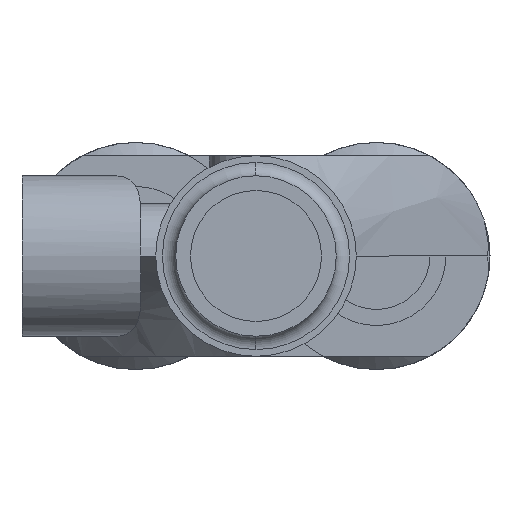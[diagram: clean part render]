
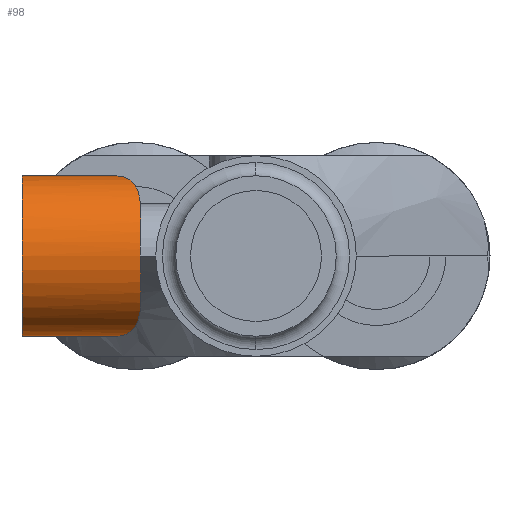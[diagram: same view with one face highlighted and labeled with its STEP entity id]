
A CAD part, left-side view. The second image highlights one B-rep face of the part: STEP entity #98.
In plain terms, the highlighted cylindrical face has radius 3 mm (diameter 6 mm), a partial arc.
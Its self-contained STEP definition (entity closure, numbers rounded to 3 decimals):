
#98=ADVANCED_FACE('',(#251),#252,.T.);
#251=FACE_OUTER_BOUND('',#458,.T.);
#252=CYLINDRICAL_SURFACE('',#459,3.0);
#458=EDGE_LOOP('',(#965,#966,#967,#968,#969,#970));
#459=AXIS2_PLACEMENT_3D('',#971,#972,#973);
#965=ORIENTED_EDGE('',*,*,#1419,.T.);
#966=ORIENTED_EDGE('',*,*,#1492,.F.);
#967=ORIENTED_EDGE('',*,*,#1421,.T.);
#968=ORIENTED_EDGE('',*,*,#1493,.F.);
#969=ORIENTED_EDGE('',*,*,#1494,.F.);
#970=ORIENTED_EDGE('',*,*,#1340,.F.);
#971=CARTESIAN_POINT('',(19.5,4.375,0.));
#972=DIRECTION('',(0.,1.0,0.));
#973=DIRECTION('',(0.,0.0,1.0));
#1340=EDGE_CURVE('',#1595,#1584,#1597,.T.);
#1419=EDGE_CURVE('',#1595,#1743,#1744,.T.);
#1421=EDGE_CURVE('',#1747,#1745,#1748,.T.);
#1492=EDGE_CURVE('',#1747,#1743,#1865,.T.);
#1493=EDGE_CURVE('',#1866,#1745,#1867,.T.);
#1494=EDGE_CURVE('',#1584,#1866,#1868,.T.);
#1584=VERTEX_POINT('',#2042);
#1595=VERTEX_POINT('',#2088);
#1597=B_SPLINE_CURVE_WITH_KNOTS('',3,(#2109,#2110,#2111,#2112,#2113,#2114,#2115,#2116,#2117,#2118,#2119,#2120,#2121,#2122,#2123,#2124,#2125,#2126,#2127,#2128,#2129,#2130),.UNSPECIFIED.,.F.,.F.,(4,2,2,2,2,2,2,2,2,2,4),(11.332,11.497,12.313,12.781,13.25,13.719,14.188,14.652,15.116,15.58,16.044),.UNSPECIFIED.);
#1743=VERTEX_POINT('',#2357);
#1744=LINE('',#2358,#2359);
#1745=VERTEX_POINT('',#2360);
#1747=VERTEX_POINT('',#2381);
#1748=LINE('',#2382,#2383);
#1865=CIRCLE('',#2549,3.0);
#1866=VERTEX_POINT('',#2550);
#1867=B_SPLINE_CURVE_WITH_KNOTS('',3,(#2551,#2552,#2553,#2554,#2555,#2556),.UNSPECIFIED.,.F.,.F.,(4,2,4),(0.0,0.816,0.981),.UNSPECIFIED.);
#1868=B_SPLINE_CURVE_WITH_KNOTS('',3,(#2557,#2558,#2559,#2560,#2561,#2562,#2563,#2564,#2565,#2566,#2567,#2568,#2569,#2570,#2571,#2572,#2573,#2574),.UNSPECIFIED.,.F.,.F.,(4,2,2,2,2,2,2,2,4),(16.044,16.508,16.972,17.436,17.9,18.369,18.838,19.307,19.776),.UNSPECIFIED.);
#2042=CARTESIAN_POINT('',(16.5,4.326,0.));
#2088=CARTESIAN_POINT('',(19.5,5.259,3.0));
#2109=CARTESIAN_POINT('',(19.5,5.259,3.0));
#2110=CARTESIAN_POINT('',(19.452,5.227,3.));
#2111=CARTESIAN_POINT('',(19.404,5.196,2.999));
#2112=CARTESIAN_POINT('',(19.119,5.013,2.985));
#2113=CARTESIAN_POINT('',(18.879,4.876,2.945));
#2114=CARTESIAN_POINT('',(18.508,4.693,2.835));
#2115=CARTESIAN_POINT('',(18.367,4.63,2.782));
#2116=CARTESIAN_POINT('',(18.086,4.52,2.651));
#2117=CARTESIAN_POINT('',(17.946,4.473,2.571));
#2118=CARTESIAN_POINT('',(17.678,4.398,2.389));
#2119=CARTESIAN_POINT('',(17.549,4.37,2.285));
#2120=CARTESIAN_POINT('',(17.312,4.33,2.059));
#2121=CARTESIAN_POINT('',(17.205,4.318,1.938));
#2122=CARTESIAN_POINT('',(17.017,4.305,1.691));
#2123=CARTESIAN_POINT('',(16.929,4.303,1.555));
#2124=CARTESIAN_POINT('',(16.776,4.304,1.267));
#2125=CARTESIAN_POINT('',(16.71,4.308,1.114));
#2126=CARTESIAN_POINT('',(16.604,4.315,0.8));
#2127=CARTESIAN_POINT('',(16.564,4.319,0.638));
#2128=CARTESIAN_POINT('',(16.512,4.325,0.315));
#2129=CARTESIAN_POINT('',(16.5,4.326,0.155));
#2130=CARTESIAN_POINT('',(16.5,4.326,0.));
#2357=CARTESIAN_POINT('',(19.5,8.75,3.0));
#2358=CARTESIAN_POINT('',(19.5,4.375,3.0));
#2359=VECTOR('',#3029,1.0);
#2360=CARTESIAN_POINT('',(19.5,5.259,-3.0));
#2381=CARTESIAN_POINT('',(19.5,8.75,-3.0));
#2382=CARTESIAN_POINT('',(19.5,4.375,-3.0));
#2383=VECTOR('',#3030,1.0);
#2549=AXIS2_PLACEMENT_3D('',#3143,#3144,#3145);
#2550=CARTESIAN_POINT('',(18.644,4.76,-2.875));
#2551=CARTESIAN_POINT('',(18.644,4.76,-2.875));
#2552=CARTESIAN_POINT('',(18.879,4.876,-2.945));
#2553=CARTESIAN_POINT('',(19.119,5.013,-2.985));
#2554=CARTESIAN_POINT('',(19.404,5.196,-2.999));
#2555=CARTESIAN_POINT('',(19.452,5.227,-3.0));
#2556=CARTESIAN_POINT('',(19.5,5.259,-3.0));
#2557=CARTESIAN_POINT('',(16.5,4.326,0.));
#2558=CARTESIAN_POINT('',(16.5,4.326,-0.155));
#2559=CARTESIAN_POINT('',(16.512,4.325,-0.315));
#2560=CARTESIAN_POINT('',(16.564,4.319,-0.638));
#2561=CARTESIAN_POINT('',(16.604,4.315,-0.8));
#2562=CARTESIAN_POINT('',(16.71,4.308,-1.114));
#2563=CARTESIAN_POINT('',(16.776,4.304,-1.267));
#2564=CARTESIAN_POINT('',(16.929,4.303,-1.555));
#2565=CARTESIAN_POINT('',(17.017,4.305,-1.691));
#2566=CARTESIAN_POINT('',(17.205,4.318,-1.938));
#2567=CARTESIAN_POINT('',(17.312,4.33,-2.059));
#2568=CARTESIAN_POINT('',(17.549,4.37,-2.285));
#2569=CARTESIAN_POINT('',(17.678,4.398,-2.389));
#2570=CARTESIAN_POINT('',(17.946,4.473,-2.571));
#2571=CARTESIAN_POINT('',(18.086,4.52,-2.651));
#2572=CARTESIAN_POINT('',(18.367,4.63,-2.782));
#2573=CARTESIAN_POINT('',(18.508,4.693,-2.835));
#2574=CARTESIAN_POINT('',(18.644,4.76,-2.875));
#3029=DIRECTION('',(0.,1.0,0.));
#3030=DIRECTION('',(0.,-1.0,0.));
#3143=CARTESIAN_POINT('',(19.5,8.75,0.));
#3144=DIRECTION('',(0.,1.0,0.));
#3145=DIRECTION('',(0.,0.0,1.0));
